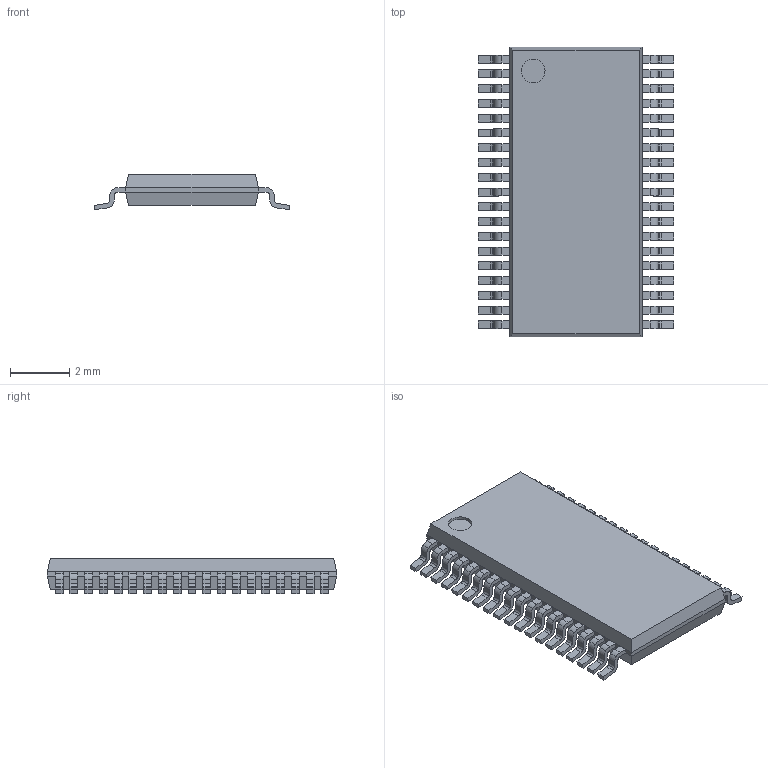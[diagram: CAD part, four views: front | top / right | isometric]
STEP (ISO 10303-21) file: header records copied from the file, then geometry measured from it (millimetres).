
FILE_DESCRIPTION((''),'2;1');
FILE_NAME('SOP50P640X120-38N.stp','2009-12-08T11:23:58',(''),(''),'Mechanical Desktop 2006','Mechanical Desktop 2006',', , ');
FILE_SCHEMA(('AUTOMOTIVE_DESIGN { 1 2 10303 214 0 1 1 1 }'));
Length unit declared in the file: millimetre
Products named in the file (1): Product
Bounding box: 6.64 x 9.8 x 1.2 mm (x, y, z)
Volume: 47.2 mm3; surface area: 161.9 mm2
Topology: 39 solids, 39 shells, 701 faces, 1858 edges, 1236 vertices
Faces by surface type: bspline 342, plane 205, cylinder 154
Entity records: 23851 total; most frequent: CARTESIAN_POINT 6950, ORIENTED_EDGE 3716, DIRECTION 3190, EDGE_CURVE 1858, VECTOR 1246, LINE 1246, VERTEX_POINT 1236, AXIS2_PLACEMENT_3D 972
